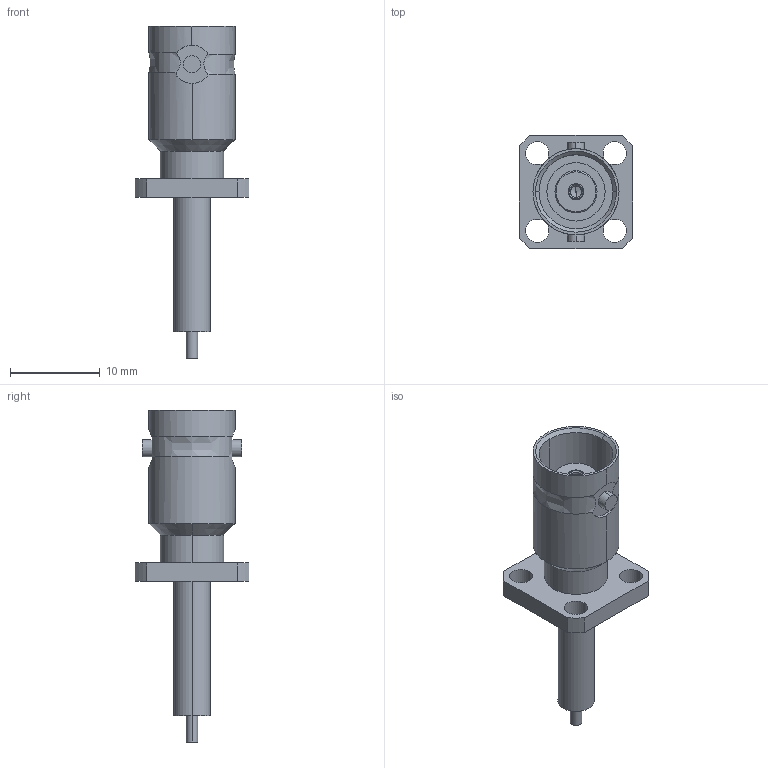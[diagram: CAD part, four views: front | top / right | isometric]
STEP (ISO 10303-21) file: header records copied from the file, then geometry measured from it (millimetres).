
FILE_DESCRIPTION (( 'STEP AP214' ), '1' );
FILE_NAME ('SC6231_3D.step', '2024-05-16T22:04:06', ( '' ), ( '' ), 'SwSTEP 2.0', 'SolidWorks 2022', '' );
FILE_SCHEMA (( 'AUTOMOTIVE_DESIGN' ));
Length unit declared in the file: inch
Products named in the file (1): SC6231_3D
Bounding box: 12.7 x 12.7 x 37 mm (x, y, z)
Volume: 1217.5 mm3; surface area: 1511 mm2
Topology: 1 solids, 1 shells, 89 faces, 226 edges, 148 vertices
Faces by surface type: cylinder 42, plane 33, cone 12, bspline 2
Entity records: 2939 total; most frequent: CARTESIAN_POINT 675, DIRECTION 488, ORIENTED_EDGE 452, EDGE_CURVE 226, AXIS2_PLACEMENT_3D 196, VERTEX_POINT 148, CIRCLE 108, EDGE_LOOP 106
